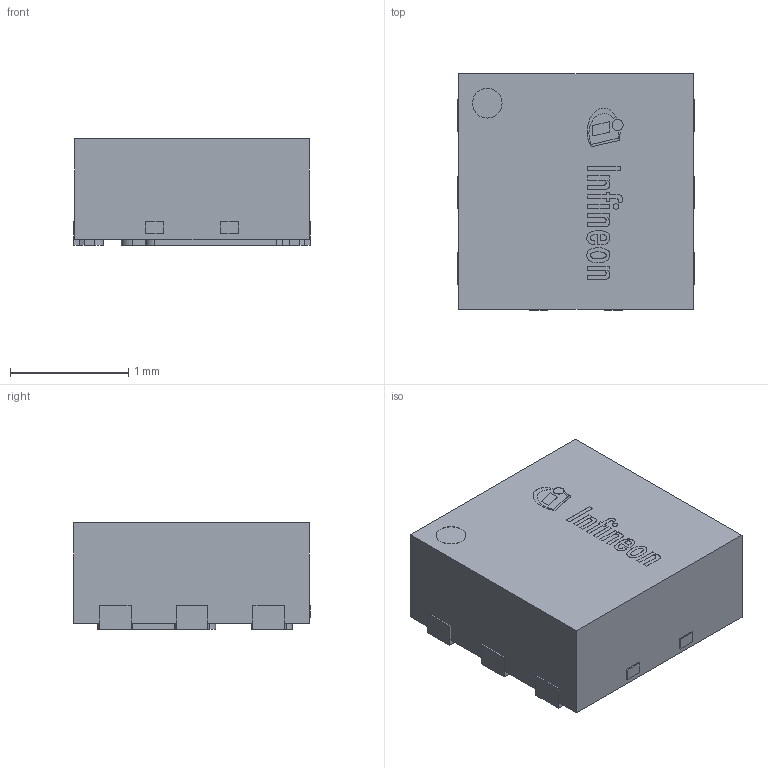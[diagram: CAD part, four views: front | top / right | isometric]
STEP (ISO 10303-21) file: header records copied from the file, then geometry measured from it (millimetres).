
FILE_DESCRIPTION(/* description */ (''),/* implementation_level */ '2;1');
FILE_NAME(/* name */ 'PG-VSON-6-5_Z8B00185098_V03_3D.stp',/* time_stamp */ '2025-10-10T18:21:26+05:30',/* author */ ('sivamani'),/* organization */ (''),/* preprocessor_version */ 'ST-DEVELOPER v19.2',/* originating_system */ 'AutoCAD Mechanical',/* authorisation */ '');
FILE_SCHEMA (('AUTOMOTIVE_DESIGN { 1 0 10303 214 3 1 1 }'));
Length unit declared in the file: millimetre
Products named in the file (1): Product
Bounding box: 2 x 2 x 0.9 mm (x, y, z)
Volume: 3.7 mm3; surface area: 21.3 mm2
Topology: 23 solids, 23 shells, 219 faces, 516 edges, 344 vertices
Faces by surface type: plane 178, cylinder 24, bspline 17
Full cylindrical faces by diameter (mm): 0.046 x1, 0.093 x1, 0.25 x2
Entity records: 6502 total; most frequent: CARTESIAN_POINT 1821, ORIENTED_EDGE 1032, DIRECTION 836, EDGE_CURVE 516, VERTEX_POINT 344, LINE 334, VECTOR 334, AXIS2_PLACEMENT_3D 251
